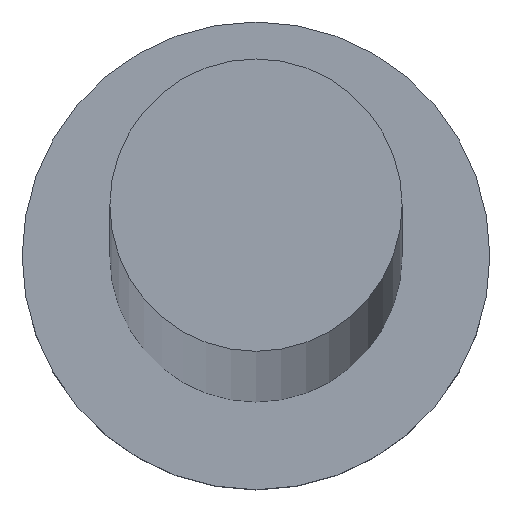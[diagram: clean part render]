
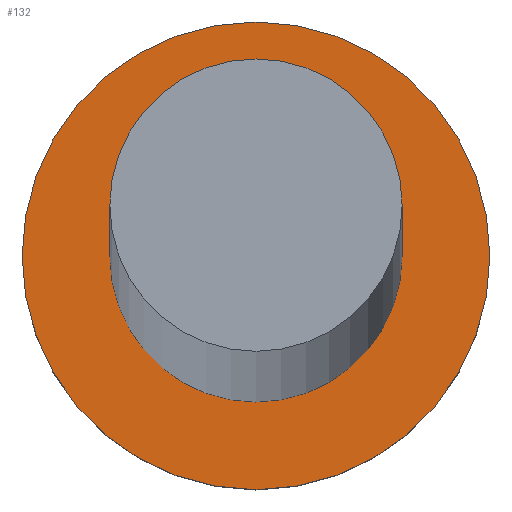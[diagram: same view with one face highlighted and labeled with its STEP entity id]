
A CAD part, top view. The second image highlights one B-rep face of the part: STEP entity #132.
In plain terms, the highlighted planar face has unit normal (0, 0, 1).
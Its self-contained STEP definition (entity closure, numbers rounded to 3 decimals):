
#3 = CARTESIAN_POINT ( 'NONE',  ( -5., 0., 5. ) ) ;
#4 = EDGE_LOOP ( 'NONE', ( #161, #29 ) ) ;
#7 = CARTESIAN_POINT ( 'NONE',  ( 0., 0., 5. ) ) ;
#14 = CIRCLE ( 'NONE', #152, 5. ) ;
#17 = PLANE ( 'NONE',  #72 ) ;
#20 = EDGE_CURVE ( 'NONE', #216, #84, #14, .T. ) ;
#25 = EDGE_CURVE ( 'NONE', #241, #123, #49, .T. ) ;
#28 = DIRECTION ( 'NONE',  ( 1., 0., 0. ) ) ;
#29 = ORIENTED_EDGE ( 'NONE', *, *, #25, .T. ) ;
#38 = CARTESIAN_POINT ( 'NONE',  ( -8., 0., 5. ) ) ;
#40 = CARTESIAN_POINT ( 'NONE',  ( 0., 0., 5. ) ) ;
#49 = CIRCLE ( 'NONE', #187, 8. ) ;
#52 = FACE_BOUND ( 'NONE', #217, .T. ) ;
#56 = DIRECTION ( 'NONE',  ( 0., 0., 1. ) ) ;
#61 = CIRCLE ( 'NONE', #110, 5. ) ;
#64 = ORIENTED_EDGE ( 'NONE', *, *, #83, .F. ) ;
#68 = CARTESIAN_POINT ( 'NONE',  ( 0., 0., 5. ) ) ;
#72 = AXIS2_PLACEMENT_3D ( 'NONE', #40, #122, #162 ) ;
#83 = EDGE_CURVE ( 'NONE', #84, #216, #61, .T. ) ;
#84 = VERTEX_POINT ( 'NONE', #115 ) ;
#88 = ORIENTED_EDGE ( 'NONE', *, *, #20, .F. ) ;
#107 = CIRCLE ( 'NONE', #178, 8. ) ;
#110 = AXIS2_PLACEMENT_3D ( 'NONE', #229, #56, #215 ) ;
#115 = CARTESIAN_POINT ( 'NONE',  ( 5., 0., 5. ) ) ;
#122 = DIRECTION ( 'NONE',  ( 0., 0., 1. ) ) ;
#123 = VERTEX_POINT ( 'NONE', #38 ) ;
#132 = ADVANCED_FACE ( 'NONE', ( #52, #211 ), #17, .T. ) ;
#137 = EDGE_CURVE ( 'NONE', #123, #241, #107, .T. ) ;
#142 = CARTESIAN_POINT ( 'NONE',  ( 8., 0., 5. ) ) ;
#148 = DIRECTION ( 'NONE',  ( 0., 0., 1. ) ) ;
#152 = AXIS2_PLACEMENT_3D ( 'NONE', #168, #182, #240 ) ;
#161 = ORIENTED_EDGE ( 'NONE', *, *, #137, .T. ) ;
#162 = DIRECTION ( 'NONE',  ( 1., 0., 0. ) ) ;
#166 = DIRECTION ( 'NONE',  ( 1., 0., 0. ) ) ;
#168 = CARTESIAN_POINT ( 'NONE',  ( 0., 0., 5. ) ) ;
#178 = AXIS2_PLACEMENT_3D ( 'NONE', #7, #204, #166 ) ;
#182 = DIRECTION ( 'NONE',  ( 0., 0., 1. ) ) ;
#187 = AXIS2_PLACEMENT_3D ( 'NONE', #68, #148, #28 ) ;
#204 = DIRECTION ( 'NONE',  ( 0., 0., 1. ) ) ;
#211 = FACE_OUTER_BOUND ( 'NONE', #4, .T. ) ;
#215 = DIRECTION ( 'NONE',  ( 1., 0., 0. ) ) ;
#216 = VERTEX_POINT ( 'NONE', #3 ) ;
#217 = EDGE_LOOP ( 'NONE', ( #88, #64 ) ) ;
#229 = CARTESIAN_POINT ( 'NONE',  ( 0., 0., 5. ) ) ;
#240 = DIRECTION ( 'NONE',  ( 1., 0., 0. ) ) ;
#241 = VERTEX_POINT ( 'NONE', #142 ) ;
